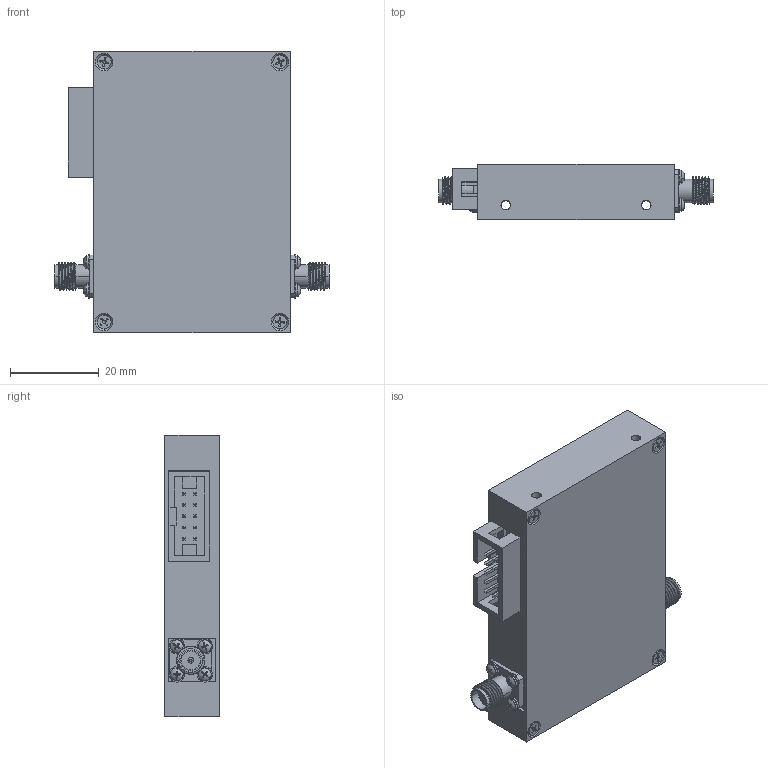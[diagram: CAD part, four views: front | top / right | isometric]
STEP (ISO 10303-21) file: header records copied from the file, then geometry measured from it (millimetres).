
FILE_DESCRIPTION (( 'STEP AP214' ), '1' );
FILE_NAME ('FMAT8007_3D.step', '2025-06-20T17:09:51', ( '' ), ( '' ), 'SwSTEP 2.0', 'SolidWorks 2022', '' );
FILE_SCHEMA (( 'AUTOMOTIVE_DESIGN' ));
Length unit declared in the file: inch
Products named in the file (1): FMAT8007_3D
Bounding box: 61.91 x 12.35 x 63.5 mm (x, y, z)
Volume: 13922.6 mm3; surface area: 18944.7 mm2
Topology: 3 solids, 3 shells, 2162 faces, 5754 edges, 3708 vertices
Faces by surface type: plane 1102, cylinder 391, cone 330, torus 176, bspline 147, sphere 16
Entity records: 101773 total; most frequent: CARTESIAN_POINT 23941, ORIENTED_EDGE 11408, DIRECTION 10237, EDGE_CURVE 5704, VERTEX_POINT 3708, AXIS2_PLACEMENT_3D 3616, LINE 3005, VECTOR 3005
